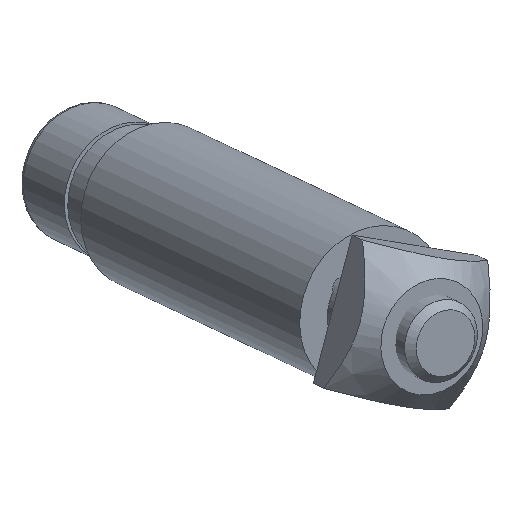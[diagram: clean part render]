
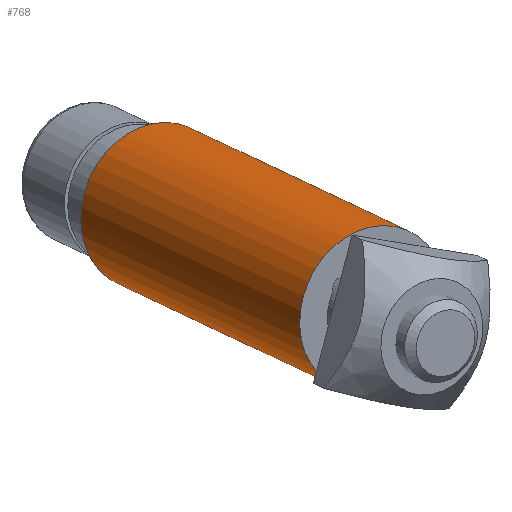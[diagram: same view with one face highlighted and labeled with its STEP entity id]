
A CAD part, front view. The second image highlights one B-rep face of the part: STEP entity #768.
In plain terms, the highlighted cylindrical face has radius 5 mm (diameter 10 mm), a full revolution.
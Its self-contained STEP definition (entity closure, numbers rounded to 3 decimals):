
#86=FACE_OUTER_BOUND('',#129,.T.);
#129=EDGE_LOOP('',(#527,#528,#529,#530,#531,#532));
#180=LINE('',#1291,#223);
#223=VECTOR('',#1026,5.);
#266=CIRCLE('',#905,5.);
#267=CIRCLE('',#906,5.);
#268=CIRCLE('',#907,5.);
#269=CIRCLE('',#908,5.);
#329=VERTEX_POINT('',#1287);
#330=VERTEX_POINT('',#1288);
#331=VERTEX_POINT('',#1290);
#332=VERTEX_POINT('',#1292);
#411=EDGE_CURVE('',#329,#330,#266,.T.);
#412=EDGE_CURVE('',#330,#331,#180,.T.);
#413=EDGE_CURVE('',#331,#332,#267,.T.);
#414=EDGE_CURVE('',#332,#331,#268,.T.);
#415=EDGE_CURVE('',#330,#329,#269,.T.);
#527=ORIENTED_EDGE('',*,*,#411,.T.);
#528=ORIENTED_EDGE('',*,*,#412,.T.);
#529=ORIENTED_EDGE('',*,*,#413,.T.);
#530=ORIENTED_EDGE('',*,*,#414,.T.);
#531=ORIENTED_EDGE('',*,*,#412,.F.);
#532=ORIENTED_EDGE('',*,*,#415,.T.);
#756=CYLINDRICAL_SURFACE('',#904,5.);
#768=ADVANCED_FACE('',(#86),#756,.T.);
#904=AXIS2_PLACEMENT_3D('',#1286,#1022,#1023);
#905=AXIS2_PLACEMENT_3D('',#1289,#1024,#1025);
#906=AXIS2_PLACEMENT_3D('',#1293,#1027,#1028);
#907=AXIS2_PLACEMENT_3D('',#1294,#1029,#1030);
#908=AXIS2_PLACEMENT_3D('',#1295,#1031,#1032);
#1022=DIRECTION('center_axis',(-0.531,0.81,0.25));
#1023=DIRECTION('ref_axis',(0.668,0.581,-0.465));
#1024=DIRECTION('center_axis',(0.531,-0.81,-0.25));
#1025=DIRECTION('ref_axis',(0.668,0.581,-0.465));
#1026=DIRECTION('',(0.531,-0.81,-0.25));
#1027=DIRECTION('center_axis',(-0.531,0.81,0.25));
#1028=DIRECTION('ref_axis',(0.668,0.581,-0.465));
#1029=DIRECTION('center_axis',(-0.531,0.81,0.25));
#1030=DIRECTION('ref_axis',(0.668,0.581,-0.465));
#1031=DIRECTION('center_axis',(0.531,-0.81,-0.25));
#1032=DIRECTION('ref_axis',(0.668,0.581,-0.465));
#1286=CARTESIAN_POINT('Origin',(-1.789,-15.35,-5.324));
#1287=CARTESIAN_POINT('',(-2.828,-5.763,-5.584));
#1288=CARTESIAN_POINT('',(-9.508,-11.576,-0.937));
#1289=CARTESIAN_POINT('Origin',(-6.168,-8.669,-3.261));
#1290=CARTESIAN_POINT('',(3.229,-31.012,-6.939));
#1291=CARTESIAN_POINT('',(-5.129,-18.257,-3.));
#1292=CARTESIAN_POINT('',(9.909,-25.199,-11.586));
#1293=CARTESIAN_POINT('Origin',(6.569,-28.105,-9.262));
#1294=CARTESIAN_POINT('Origin',(6.569,-28.105,-9.262));
#1295=CARTESIAN_POINT('Origin',(-6.168,-8.669,-3.261));
